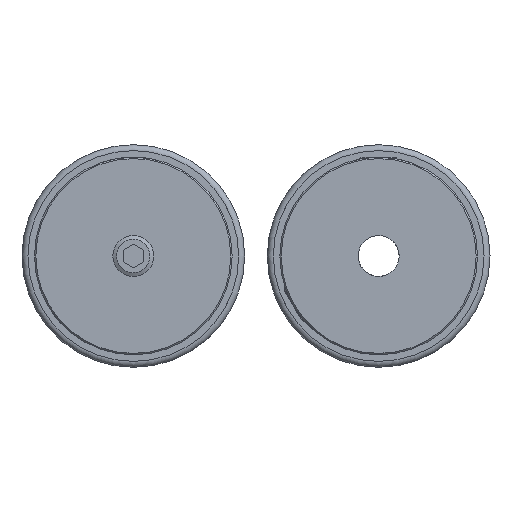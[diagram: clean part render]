
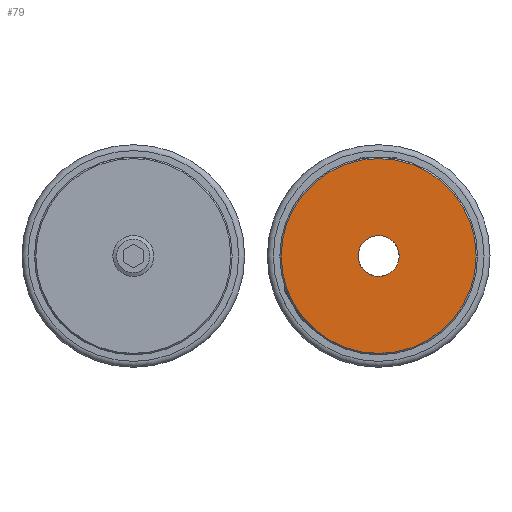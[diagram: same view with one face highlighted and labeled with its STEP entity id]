
A CAD part, left-side view. The second image highlights one B-rep face of the part: STEP entity #79.
In plain terms, the highlighted planar face has unit normal (-1, 0, 0).
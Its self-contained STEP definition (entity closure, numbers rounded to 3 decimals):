
#79 = ADVANCED_FACE( 'NONE', ( #151, #152 ), #153, .F. );
#151 = FACE_OUTER_BOUND( '', #229, .T. );
#152 = FACE_BOUND( '', #230, .T. );
#153 = PLANE( '', #231 );
#229 = EDGE_LOOP( '', ( #391 ) );
#230 = EDGE_LOOP( '', ( #392 ) );
#231 = AXIS2_PLACEMENT_3D( '', #393, #394, #395 );
#391 = ORIENTED_EDGE( '', *, *, #644, .T. );
#392 = ORIENTED_EDGE( '', *, *, #645, .F. );
#393 = CARTESIAN_POINT( '', ( 0., 3., 0. ) );
#394 = DIRECTION( '', ( 1., 0., 0. ) );
#395 = DIRECTION( '', ( 0., 1., 0. ) );
#644 = EDGE_CURVE( 'NONE', #886, #886, #887, .F. );
#645 = EDGE_CURVE( 'NONE', #888, #888, #889, .F. );
#886 = VERTEX_POINT( '', #1425 );
#887 = CIRCLE( '', #1426, 14.3 );
#888 = VERTEX_POINT( '', #1427 );
#889 = CIRCLE( '', #1428, 3. );
#1425 = CARTESIAN_POINT( '', ( 0., 0., -14.3 ) );
#1426 = AXIS2_PLACEMENT_3D( '', #1554, #1555, #1556 );
#1427 = CARTESIAN_POINT( '', ( 0., 0., -3. ) );
#1428 = AXIS2_PLACEMENT_3D( '', #1557, #1558, #1559 );
#1554 = CARTESIAN_POINT( '', ( 0., 0., 0. ) );
#1555 = DIRECTION( '', ( 1., 0., 0. ) );
#1556 = DIRECTION( '', ( 0., 0., -1. ) );
#1557 = CARTESIAN_POINT( '', ( 0., 0., 0. ) );
#1558 = DIRECTION( '', ( 1., 0., 0. ) );
#1559 = DIRECTION( '', ( 0., 0., -1. ) );
